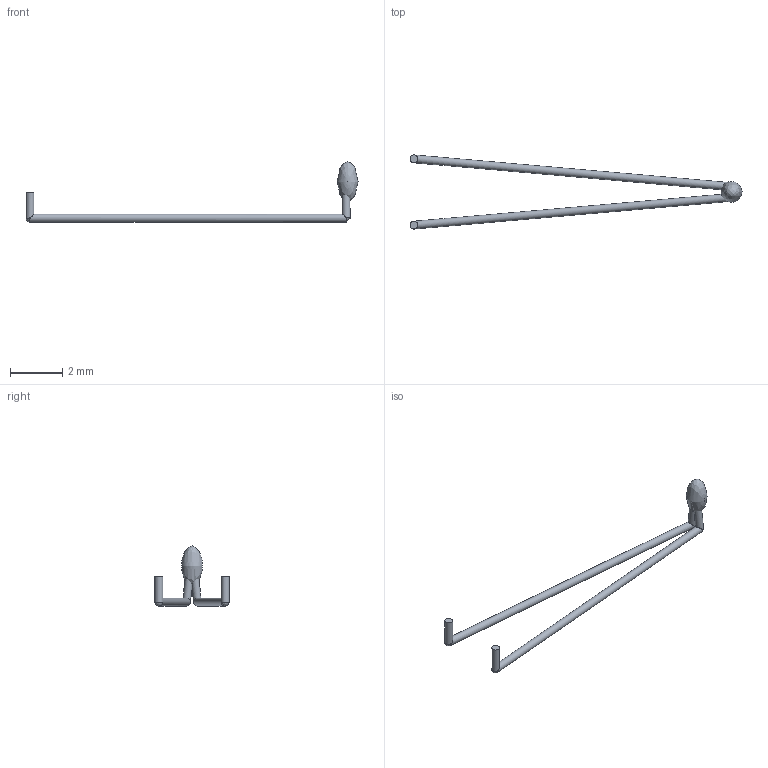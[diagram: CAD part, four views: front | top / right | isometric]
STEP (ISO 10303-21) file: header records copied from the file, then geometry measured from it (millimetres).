
FILE_DESCRIPTION(/* description */ (''),/* implementation_level */ '2;1');
FILE_NAME(/* name */ 'weirdthermistor.stp',/* time_stamp */ '2022-11-08T20:53:26+01:00',/* author */ (''),/* organization */ (''),/* preprocessor_version */ 'ST-DEVELOPER v15.2',/* originating_system */ 'Autodesk Translator Framework v2.0.0.5431',/* authorisation */ '');
FILE_SCHEMA (('AUTOMOTIVE_DESIGN { 1 0 10303 214 3 1 1 }'));
Length unit declared in the file: centimetre
Products named in the file (1): weirdthermistor
Bounding box: 12.72 x 2.84 x 2.3 mm (x, y, z)
Volume: 2.5 mm3; surface area: 30.1 mm2
Topology: 3 solids, 3 shells, 21 faces, 54 edges, 29 vertices
Faces by surface type: plane 9, cylinder 7, bspline 3, sphere 2
Full cylindrical faces by diameter (mm): 0.3 x6
Entity records: 586 total; most frequent: CARTESIAN_POINT 168, DIRECTION 95, ORIENTED_EDGE 64, AXIS2_PLACEMENT_3D 45, EDGE_CURVE 32, EDGE_LOOP 27, VERTEX_POINT 23, ADVANCED_FACE 21
